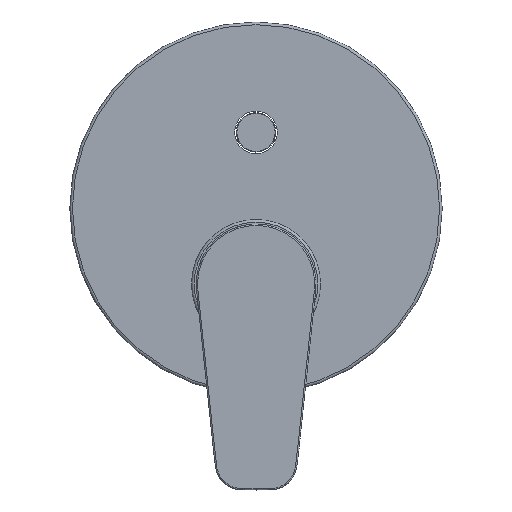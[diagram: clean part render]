
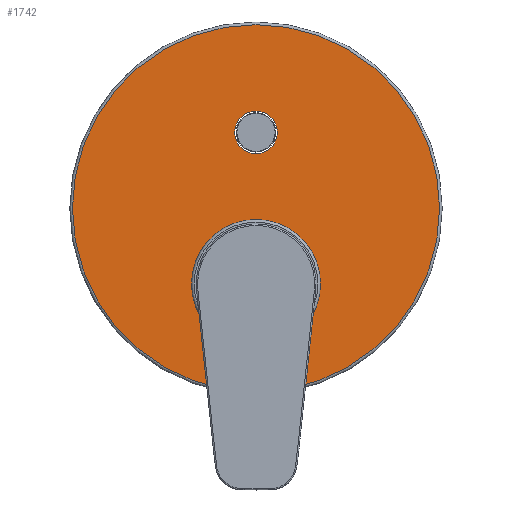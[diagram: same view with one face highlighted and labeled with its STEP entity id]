
A CAD part, front view. The second image highlights one B-rep face of the part: STEP entity #1742.
In plain terms, the highlighted planar face has unit normal (0, -1, 0).
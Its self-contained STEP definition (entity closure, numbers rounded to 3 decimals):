
#330=ORIENTED_EDGE('',*,*,#794,.F.);
#331=ORIENTED_EDGE('',*,*,#795,.T.);
#332=ORIENTED_EDGE('',*,*,#796,.F.);
#794=EDGE_CURVE('',#1026,#1026,#1195,.F.);
#795=EDGE_CURVE('',#1027,#1027,#1196,.T.);
#796=EDGE_CURVE('',#1028,#1028,#1197,.T.);
#1026=VERTEX_POINT('',#2889);
#1027=VERTEX_POINT('',#2891);
#1028=VERTEX_POINT('',#2893);
#1195=CIRCLE('',#2108,69.);
#1196=CIRCLE('',#2109,8.);
#1197=CIRCLE('',#2110,22.75);
#1313=EDGE_LOOP('',(#330));
#1314=EDGE_LOOP('',(#331));
#1315=EDGE_LOOP('',(#332));
#1507=FACE_BOUND('',#1313,.T.);
#1508=FACE_BOUND('',#1314,.T.);
#1509=FACE_BOUND('',#1315,.T.);
#1702=PLANE('',#2107);
#1742=ADVANCED_FACE('',(#1507,#1508,#1509),#1702,.T.);
#2107=AXIS2_PLACEMENT_3D('',#2887,#2346,#2347);
#2108=AXIS2_PLACEMENT_3D('',#2888,#2348,#2349);
#2109=AXIS2_PLACEMENT_3D('',#2890,#2350,#2351);
#2110=AXIS2_PLACEMENT_3D('',#2892,#2352,#2353);
#2346=DIRECTION('',(0.,-1.,0.));
#2347=DIRECTION('',(0.,0.,-1.));
#2348=DIRECTION('',(0.,-1.,0.));
#2349=DIRECTION('',(0.,0.,-1.));
#2350=DIRECTION('',(0.,1.,0.));
#2351=DIRECTION('',(0.,0.,-1.));
#2352=DIRECTION('',(0.,-1.,0.));
#2353=DIRECTION('',(0.,0.,-1.));
#2887=CARTESIAN_POINT('',(0.,-339.119,-28.5));
#2888=CARTESIAN_POINT('',(0.,-339.119,-28.5));
#2889=CARTESIAN_POINT('',(0.,-339.119,-97.5));
#2890=CARTESIAN_POINT('',(0.,-339.119,0.));
#2891=CARTESIAN_POINT('',(0.,-339.119,-8.));
#2892=CARTESIAN_POINT('',(0.,-339.119,-57.));
#2893=CARTESIAN_POINT('',(0.,-339.119,-79.75));
